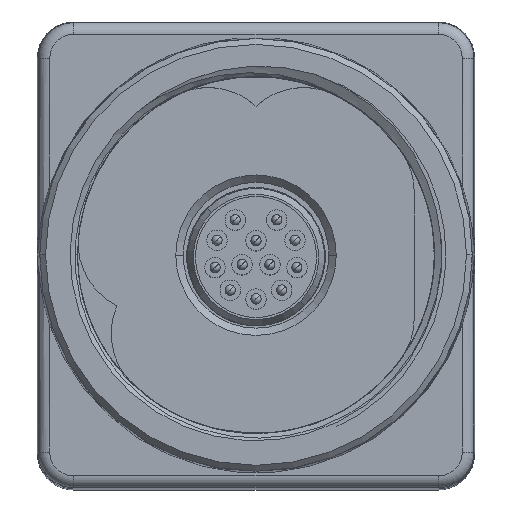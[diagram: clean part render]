
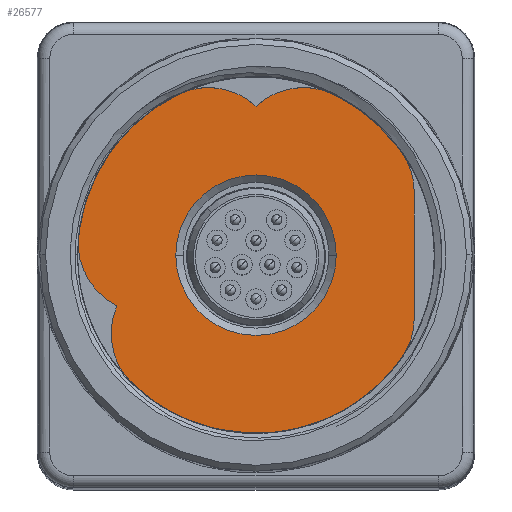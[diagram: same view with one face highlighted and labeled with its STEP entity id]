
A CAD part, top view. The second image highlights one B-rep face of the part: STEP entity #26577.
In plain terms, the highlighted planar face has unit normal (0, 0, 1).
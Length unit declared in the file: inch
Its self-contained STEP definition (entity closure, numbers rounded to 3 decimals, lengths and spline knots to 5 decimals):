
#8246=CARTESIAN_POINT('',(-0.12854,0.26232,
0.21063));
#8247=DIRECTION('',(0.,0.,1.));
#8248=DIRECTION('',(0.676,0.737,0.));
#8249=AXIS2_PLACEMENT_3D('',#8246,#8247,#8248);
#8251=CARTESIAN_POINT('',(0.12854,0.26232,
0.21063));
#8252=DIRECTION('',(0.,0.,1.));
#8253=DIRECTION('',(0.44,0.898,0.));
#8254=AXIS2_PLACEMENT_3D('',#8251,#8252,#8253);
#8256=CARTESIAN_POINT('',(0.,0.,0.21063));
#8257=DIRECTION('',(0.,0.,1.));
#8258=DIRECTION('',(0.811,0.585,0.));
#8259=AXIS2_PLACEMENT_3D('',#8256,#8257,#8258);
#8261=CARTESIAN_POINT('',(0.23701,0.17078,
0.21063));
#8262=DIRECTION('',(0.,0.,1.));
#8263=DIRECTION('',(1.,0.,0.));
#8264=AXIS2_PLACEMENT_3D('',#8261,#8262,#8263);
#8266=DIRECTION('',(0.,-1.,0.));
#8267=VECTOR('',#8266,0.34155);
#8268=CARTESIAN_POINT('',(0.42717,0.17078,
0.21063));
#8269=LINE('',#8268,#8267);
#8270=CARTESIAN_POINT('',(0.23701,-0.17078,
0.21063));
#8271=DIRECTION('',(0.,0.,1.));
#8272=DIRECTION('',(0.811,-0.585,0.));
#8273=AXIS2_PLACEMENT_3D('',#8270,#8271,#8272);
#8275=CARTESIAN_POINT('',(0.,0.,0.21063));
#8276=DIRECTION('',(0.,0.,1.));
#8277=DIRECTION('',(-0.688,-0.726,0.));
#8278=AXIS2_PLACEMENT_3D('',#8275,#8276,#8277);
#8280=CARTESIAN_POINT('',(-0.20093,-0.21205,
0.21063));
#8281=DIRECTION('',(0.,0.,1.));
#8282=DIRECTION('',(-0.918,0.396,0.));
#8283=AXIS2_PLACEMENT_3D('',#8280,#8281,#8282);
#8285=CARTESIAN_POINT('',(-0.29022,0.03329,
0.21063));
#8286=DIRECTION('',(0.,0.,1.));
#8287=DIRECTION('',(-0.993,0.114,0.));
#8288=AXIS2_PLACEMENT_3D('',#8285,#8286,#8287);
#8290=CARTESIAN_POINT('',(0.,0.,0.21063));
#8291=DIRECTION('',(0.,0.,1.));
#8292=DIRECTION('',(-0.44,0.898,0.));
#8293=AXIS2_PLACEMENT_3D('',#8290,#8291,#8292);
#8342=CARTESIAN_POINT('',(0.,0.,0.21063));
#8343=DIRECTION('',(0.,0.,1.));
#8344=DIRECTION('',(1.,0.,0.));
#8345=AXIS2_PLACEMENT_3D('',#8342,#8343,#8344);
#8360=CARTESIAN_POINT('',(0.,0.,0.21063));
#8361=DIRECTION('',(0.,0.,1.));
#8362=DIRECTION('',(-1.,0.,0.));
#8363=AXIS2_PLACEMENT_3D('',#8360,#8361,#8362);
#18280=CARTESIAN_POINT('',(0.,0.40245,0.21063));
#18281=CARTESIAN_POINT('',(-0.21222,0.43308,
0.21063));
#18282=VERTEX_POINT('',#18280);
#18283=VERTEX_POINT('',#18281);
#18284=CARTESIAN_POINT('',(0.21222,0.43308,
0.21063));
#18285=VERTEX_POINT('',#18284);
#18286=CARTESIAN_POINT('',(0.42717,0.17078,
0.21063));
#18287=CARTESIAN_POINT('',(0.42717,-0.17078,
0.21063));
#18288=VERTEX_POINT('',#18286);
#18289=VERTEX_POINT('',#18287);
#18302=CARTESIAN_POINT('',(-0.33172,-0.35008,
0.21063));
#18303=CARTESIAN_POINT('',(0.39129,-0.28194,
0.21063));
#18304=VERTEX_POINT('',#18302);
#18305=VERTEX_POINT('',#18303);
#18306=CARTESIAN_POINT('',(0.39129,0.28194,
0.21063));
#18307=VERTEX_POINT('',#18306);
#18308=CARTESIAN_POINT('',(-0.47914,0.05495,
0.21063));
#18309=VERTEX_POINT('',#18308);
#18312=CARTESIAN_POINT('',(-0.37551,-0.13667,
0.21063));
#18313=VERTEX_POINT('',#18312);
#18320=CARTESIAN_POINT('',(-0.21654,0.,0.21063));
#18321=CARTESIAN_POINT('',(0.21654,0.,0.21063));
#18322=VERTEX_POINT('',#18320);
#18323=VERTEX_POINT('',#18321);
#26548=CARTESIAN_POINT('',(0.,0.,0.21063));
#26549=DIRECTION('',(0.,0.,1.));
#26550=DIRECTION('',(-1.,0.,0.));
#26551=AXIS2_PLACEMENT_3D('',#26548,#26549,#26550);
#26552=PLANE('',#26551);
#26554=ORIENTED_EDGE('',*,*,#26553,.F.);
#26556=ORIENTED_EDGE('',*,*,#26555,.F.);
#26557=ORIENTED_EDGE('',*,*,#26500,.F.);
#26559=ORIENTED_EDGE('',*,*,#26558,.F.);
#26561=ORIENTED_EDGE('',*,*,#26560,.T.);
#26562=ORIENTED_EDGE('',*,*,#26539,.F.);
#26563=ORIENTED_EDGE('',*,*,#25476,.F.);
#26565=ORIENTED_EDGE('',*,*,#26564,.F.);
#26567=ORIENTED_EDGE('',*,*,#26566,.F.);
#26568=ORIENTED_EDGE('',*,*,#26508,.F.);
#26569=EDGE_LOOP('',(#26554,#26556,#26557,#26559,#26561,#26562,#26563,#26565,
#26567,#26568));
#26570=FACE_OUTER_BOUND('',#26569,.F.);
#26572=ORIENTED_EDGE('',*,*,#26571,.T.);
#26574=ORIENTED_EDGE('',*,*,#26573,.T.);
#26575=EDGE_LOOP('',(#26572,#26574));
#26576=FACE_BOUND('',#26575,.F.);
#26577=ADVANCED_FACE('',(#26570,#26576),#26552,.T.);
#8250=CIRCLE('',#8249,0.19016);
#8255=CIRCLE('',#8254,0.19016);
#8260=CIRCLE('',#8259,0.48228);
#8265=CIRCLE('',#8264,0.19016);
#8274=CIRCLE('',#8273,0.19016);
#8279=CIRCLE('',#8278,0.48228);
#8284=CIRCLE('',#8283,0.19016);
#8289=CIRCLE('',#8288,0.19016);
#8294=CIRCLE('',#8293,0.48228);
#8346=CIRCLE('',#8345,0.21654);
#8364=CIRCLE('',#8363,0.21654);
#25476=EDGE_CURVE('',#18304,#18305,#8279,.T.);
#26500=EDGE_CURVE('',#18307,#18285,#8260,.T.);
#26508=EDGE_CURVE('',#18283,#18309,#8294,.T.);
#26539=EDGE_CURVE('',#18305,#18289,#8274,.T.);
#26553=EDGE_CURVE('',#18282,#18283,#8250,.T.);
#26555=EDGE_CURVE('',#18285,#18282,#8255,.T.);
#26558=EDGE_CURVE('',#18288,#18307,#8265,.T.);
#26560=EDGE_CURVE('',#18288,#18289,#8269,.T.);
#26564=EDGE_CURVE('',#18313,#18304,#8284,.T.);
#26566=EDGE_CURVE('',#18309,#18313,#8289,.T.);
#26571=EDGE_CURVE('',#18323,#18322,#8346,.T.);
#26573=EDGE_CURVE('',#18322,#18323,#8364,.T.);
